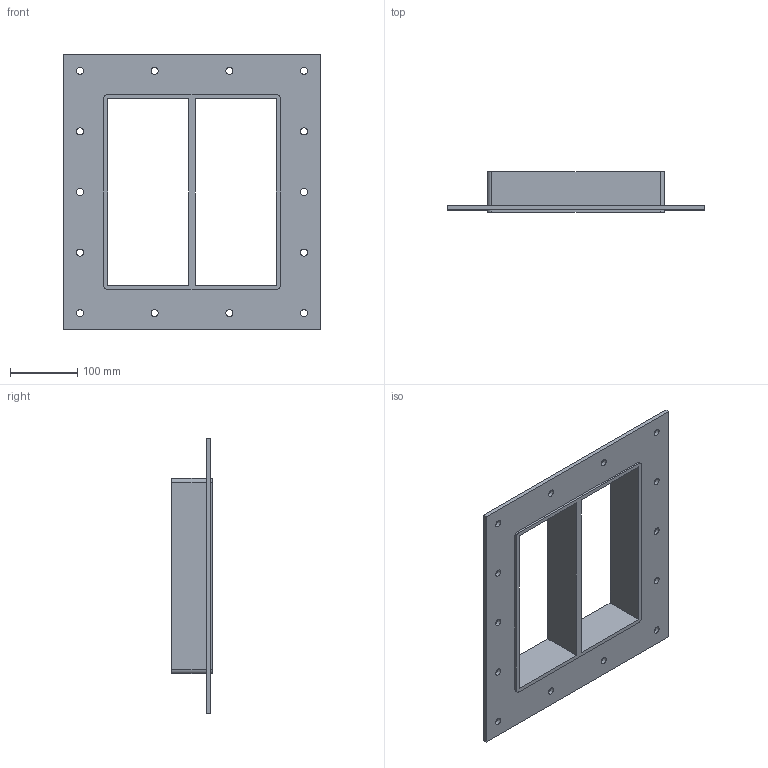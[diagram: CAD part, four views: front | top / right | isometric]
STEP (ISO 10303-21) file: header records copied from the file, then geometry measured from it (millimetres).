
FILE_DESCRIPTION((''),'2;1');
FILE_NAME('GHM8X2.stp','2015-01-12T11:17:08',(''),(''),'Autodesk Inventor 2013','Autodesk Inventor 2013','');
FILE_SCHEMA(('AUTOMOTIVE_DESIGN { 1 0 10303 214 1 1 1 1 }'));
Length unit declared in the file: millimetre
Products named in the file (1): GHM-ISO
Bounding box: 383 x 60 x 410 mm (x, y, z)
Volume: 1031937.7 mm3; surface area: 344734.1 mm2
Topology: 1 solids, 1 shells, 46 faces, 140 edges, 98 vertices
Faces by surface type: plane 24, cylinder 22
Full cylindrical faces by diameter (mm): 10.5 x14
Entity records: 1494 total; most frequent: DIRECTION 250, CARTESIAN_POINT 243, ORIENTED_EDGE 224, EDGE_CURVE 112, EDGE_LOOP 94, AXIS2_PLACEMENT_3D 91, VERTEX_POINT 84, VECTOR 68
